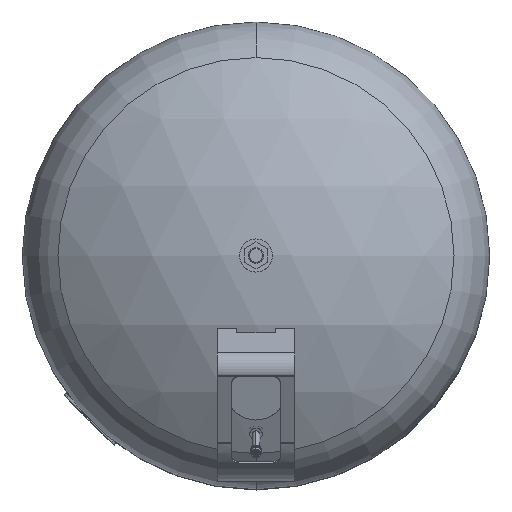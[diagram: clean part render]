
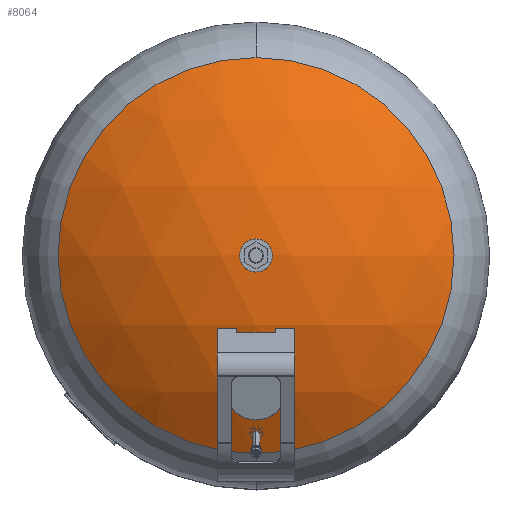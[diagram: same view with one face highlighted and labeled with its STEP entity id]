
A CAD part, top view. The second image highlights one B-rep face of the part: STEP entity #8064.
In plain terms, the highlighted spherical face has radius 354.5 mm.
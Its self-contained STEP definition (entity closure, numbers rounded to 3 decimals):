
#8003=CARTESIAN_POINT('',(0.,203.326,717.894));
#8004=VERTEX_POINT('',#8003);
#8020=CARTESIAN_POINT('',(0.,-203.326,717.894));
#8021=VERTEX_POINT('',#8020);
#8029=CARTESIAN_POINT('',(-203.326,0.,717.894));
#8030=VERTEX_POINT('',#8029);
#8031=CARTESIAN_POINT('',(0.,0.,717.894));
#8032=DIRECTION('',(0.0,0.0,-1.0));
#8033=DIRECTION('',(-1.0,0.0,0.0));
#8034=AXIS2_PLACEMENT_3D('',#8031,#8032,#8033);
#8035=CIRCLE('',#8034,203.326);
#8036=EDGE_CURVE('',#8021,#8030,#8035,.T.);
#8038=CARTESIAN_POINT('',(0.,0.,717.894));
#8039=DIRECTION('',(0.0,0.0,-1.0));
#8040=DIRECTION('',(-1.0,0.0,0.0));
#8041=AXIS2_PLACEMENT_3D('',#8038,#8039,#8040);
#8042=CIRCLE('',#8041,203.326);
#8043=EDGE_CURVE('',#8030,#8004,#8042,.T.);
#8048=CARTESIAN_POINT('',(0.,0.,427.5));
#8049=DIRECTION('',(0.0,1.0,0.0));
#8050=DIRECTION('',(1.0,0.0,0.0));
#8051=AXIS2_PLACEMENT_3D('',#8048,#8049,#8050);
#8052=SPHERICAL_SURFACE('',#8051,354.5);
#8053=ORIENTED_EDGE('',*,*,#8043,.F.);
#8054=ORIENTED_EDGE('',*,*,#8036,.F.);
#8055=CARTESIAN_POINT('',(0.,0.,717.894));
#8056=DIRECTION('',(0.0,0.0,-1.0));
#8057=DIRECTION('',(-1.0,0.0,0.0));
#8058=AXIS2_PLACEMENT_3D('',#8055,#8056,#8057);
#8059=CIRCLE('',#8058,203.326);
#8060=EDGE_CURVE('',#8004,#8021,#8059,.T.);
#8061=ORIENTED_EDGE('',*,*,#8060,.F.);
#8062=EDGE_LOOP('',(#8053,#8054,#8061));
#8063=FACE_OUTER_BOUND('',#8062,.T.);
#8064=ADVANCED_FACE('',(#8063),#8052,.T.);
